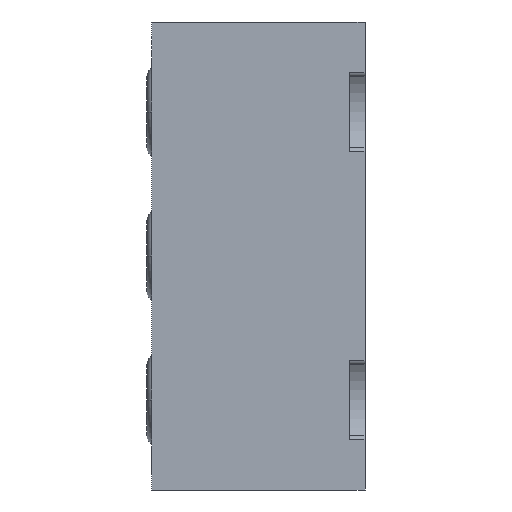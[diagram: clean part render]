
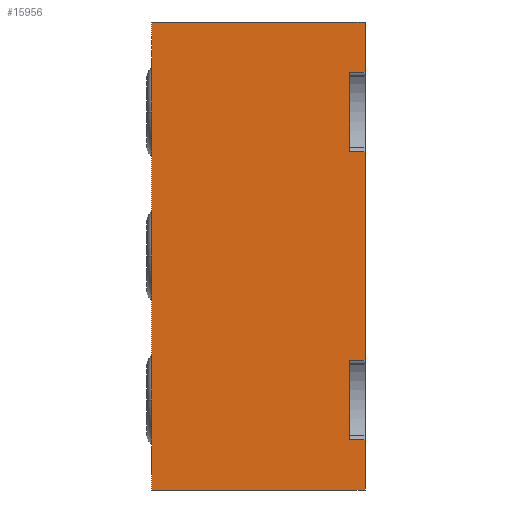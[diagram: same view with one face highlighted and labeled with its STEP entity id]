
A CAD part, front view. The second image highlights one B-rep face of the part: STEP entity #15956.
In plain terms, the highlighted planar face has unit normal (0, -1, 0).
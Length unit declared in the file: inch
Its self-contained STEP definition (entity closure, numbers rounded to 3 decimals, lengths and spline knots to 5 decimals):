
#2544=DIRECTION('',(0.,0.,-1.));
#2545=VECTOR('',#2544,0.55419);
#2546=CARTESIAN_POINT('',(0.625,0.,-2.34791));
#2547=LINE('',#2546,#2545);
#2548=DIRECTION('',(-1.,0.,0.));
#2549=VECTOR('',#2548,1.48);
#2550=CARTESIAN_POINT('',(0.73,0.,-3.25));
#2551=LINE('',#2550,#2549);
#2552=DIRECTION('',(0.,0.,1.));
#2553=VECTOR('',#2552,3.25);
#2554=CARTESIAN_POINT('',(-0.75,0.,-3.25));
#2555=LINE('',#2554,#2553);
#2556=DIRECTION('',(0.,0.,-1.));
#2557=VECTOR('',#2556,0.55419);
#2558=CARTESIAN_POINT('',(0.625,0.,-0.34791));
#2559=LINE('',#2558,#2557);
#2564=DIRECTION('',(-1.,0.,0.));
#2565=VECTOR('',#2564,0.105);
#2566=CARTESIAN_POINT('',(0.73,0.,-0.90209));
#2567=LINE('',#2566,#2565);
#2572=DIRECTION('',(1.,0.,0.));
#2573=VECTOR('',#2572,0.105);
#2574=CARTESIAN_POINT('',(0.625,0.,-0.34791));
#2575=LINE('',#2574,#2573);
#2596=DIRECTION('',(0.,0.,1.));
#2597=VECTOR('',#2596,0.34791);
#2598=CARTESIAN_POINT('',(0.73,0.,-0.34791));
#2599=LINE('',#2598,#2597);
#2636=DIRECTION('',(0.,0.,1.));
#2637=VECTOR('',#2636,0.34791);
#2638=CARTESIAN_POINT('',(0.73,0.,-3.25));
#2639=LINE('',#2638,#2637);
#2660=DIRECTION('',(0.,0.,1.));
#2661=VECTOR('',#2660,1.44581);
#2662=CARTESIAN_POINT('',(0.73,0.,-2.34791));
#2663=LINE('',#2662,#2661);
#2698=DIRECTION('',(-1.,0.,0.));
#2699=VECTOR('',#2698,1.48);
#2700=CARTESIAN_POINT('',(0.73,0.,0.));
#2701=LINE('',#2700,#2699);
#6899=DIRECTION('',(1.,0.,0.));
#6900=VECTOR('',#6899,0.105);
#6901=CARTESIAN_POINT('',(0.625,0.,-2.34791));
#6902=LINE('',#6901,#6900);
#6907=DIRECTION('',(-1.,0.,0.));
#6908=VECTOR('',#6907,0.105);
#6909=CARTESIAN_POINT('',(0.73,0.,-2.90209));
#6910=LINE('',#6909,#6908);
#10702=CARTESIAN_POINT('',(0.73,0.,-0.90209));
#10704=VERTEX_POINT('',#10702);
#10710=CARTESIAN_POINT('',(0.73,0.,-0.34791));
#10711=VERTEX_POINT('',#10710);
#10712=CARTESIAN_POINT('',(0.73,0.,0.));
#10713=VERTEX_POINT('',#10712);
#10714=CARTESIAN_POINT('',(0.73,0.,-3.25));
#10715=VERTEX_POINT('',#10714);
#10716=CARTESIAN_POINT('',(0.73,0.,-2.90209));
#10717=VERTEX_POINT('',#10716);
#10724=CARTESIAN_POINT('',(0.73,0.,-2.34791));
#10725=VERTEX_POINT('',#10724);
#10740=CARTESIAN_POINT('',(0.625,0.,-0.90209));
#10741=VERTEX_POINT('',#10740);
#10746=CARTESIAN_POINT('',(0.625,0.,-0.34791));
#10747=VERTEX_POINT('',#10746);
#10752=CARTESIAN_POINT('',(0.625,0.,-2.34791));
#10753=VERTEX_POINT('',#10752);
#10754=CARTESIAN_POINT('',(0.625,0.,-2.90209));
#10755=VERTEX_POINT('',#10754);
#10756=CARTESIAN_POINT('',(-0.75,0.,-3.25));
#10757=VERTEX_POINT('',#10756);
#10758=CARTESIAN_POINT('',(-0.75,0.,0.));
#10759=VERTEX_POINT('',#10758);
#15926=CARTESIAN_POINT('',(-0.75,0.,0.));
#15927=DIRECTION('',(0.,-1.,0.));
#15928=DIRECTION('',(0.,0.,-1.));
#15929=AXIS2_PLACEMENT_3D('',#15926,#15927,#15928);
#15930=PLANE('',#15929);
#15932=ORIENTED_EDGE('',*,*,#15931,.F.);
#15934=ORIENTED_EDGE('',*,*,#15933,.F.);
#15936=ORIENTED_EDGE('',*,*,#15935,.F.);
#15938=ORIENTED_EDGE('',*,*,#15937,.T.);
#15940=ORIENTED_EDGE('',*,*,#15939,.F.);
#15942=ORIENTED_EDGE('',*,*,#15941,.F.);
#15944=ORIENTED_EDGE('',*,*,#15943,.T.);
#15946=ORIENTED_EDGE('',*,*,#15945,.T.);
#15948=ORIENTED_EDGE('',*,*,#15947,.F.);
#15950=ORIENTED_EDGE('',*,*,#15949,.F.);
#15952=ORIENTED_EDGE('',*,*,#15951,.F.);
#15953=ORIENTED_EDGE('',*,*,#15897,.T.);
#15954=EDGE_LOOP('',(#15932,#15934,#15936,#15938,#15940,#15942,#15944,#15946,
#15948,#15950,#15952,#15953));
#15955=FACE_OUTER_BOUND('',#15954,.F.);
#15897=EDGE_CURVE('',#10747,#10741,#2559,.T.);
#15931=EDGE_CURVE('',#10704,#10741,#2567,.T.);
#15933=EDGE_CURVE('',#10725,#10704,#2663,.T.);
#15935=EDGE_CURVE('',#10753,#10725,#6902,.T.);
#15937=EDGE_CURVE('',#10753,#10755,#2547,.T.);
#15939=EDGE_CURVE('',#10717,#10755,#6910,.T.);
#15941=EDGE_CURVE('',#10715,#10717,#2639,.T.);
#15943=EDGE_CURVE('',#10715,#10757,#2551,.T.);
#15945=EDGE_CURVE('',#10757,#10759,#2555,.T.);
#15947=EDGE_CURVE('',#10713,#10759,#2701,.T.);
#15949=EDGE_CURVE('',#10711,#10713,#2599,.T.);
#15951=EDGE_CURVE('',#10747,#10711,#2575,.T.);
#15956=ADVANCED_FACE('',(#15955),#15930,.T.);
